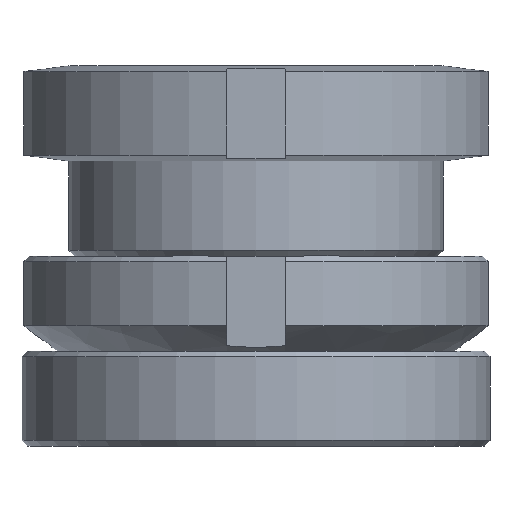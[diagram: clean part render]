
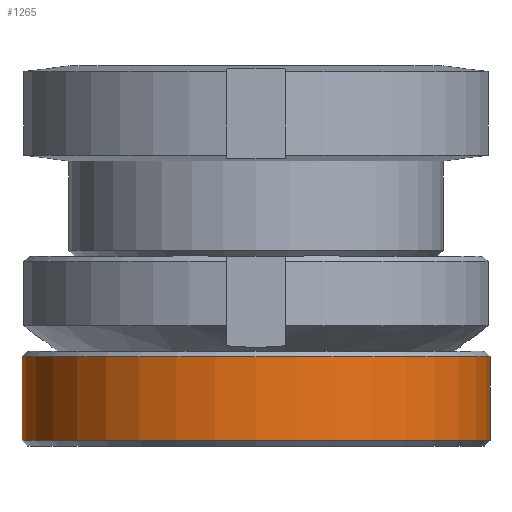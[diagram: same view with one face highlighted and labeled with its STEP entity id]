
A CAD part, front view. The second image highlights one B-rep face of the part: STEP entity #1265.
In plain terms, the highlighted cylindrical face has radius 16 mm (diameter 32 mm), a partial arc.
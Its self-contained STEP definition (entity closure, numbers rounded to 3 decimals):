
#649=EDGE_CURVE('',#719,#693,#1605,.T.);
#677=EDGE_CURVE('',#719,#1131,#1636,.T.);
#693=VERTEX_POINT('',#1653);
#697=EDGE_CURVE('',#717,#693,#1657,.T.);
#717=VERTEX_POINT('',#1679);
#719=VERTEX_POINT('',#1681);
#1131=VERTEX_POINT('',#2148);
#1265=ADVANCED_FACE('',(#2291),#2292,.T.);
#1287=EDGE_CURVE('',#1131,#717,#2315,.T.);
#1605=CIRCLE('',#2740,16.0);
#1636=LINE('',#2803,#2804);
#1653=CARTESIAN_POINT('',(-16.0,0.,6.11));
#1657=LINE('',#2841,#2842);
#1679=CARTESIAN_POINT('',(-16.0,0.,0.39));
#1681=CARTESIAN_POINT('',(16.0,0.,6.11));
#2148=CARTESIAN_POINT('',(16.0,0.,0.39));
#2291=FACE_OUTER_BOUND('',#3855,.T.);
#2292=CYLINDRICAL_SURFACE('',#3856,16.0);
#2315=CIRCLE('',#3903,16.0);
#2740=AXIS2_PLACEMENT_3D('',#4341,#4342,#4343);
#2803=CARTESIAN_POINT('',(16.0,0.,3.25));
#2804=VECTOR('',#4376,1.0);
#2841=CARTESIAN_POINT('',(-16.0,0.,3.25));
#2842=VECTOR('',#4391,1.0);
#3855=EDGE_LOOP('',(#5153,#5154,#5155,#5156));
#3856=AXIS2_PLACEMENT_3D('',#5157,#5158,#5159);
#3903=AXIS2_PLACEMENT_3D('',#5172,#5173,#5174);
#4341=CARTESIAN_POINT('',(0.0,0.,6.11));
#4342=DIRECTION('',(0.0,0.,-1.0));
#4343=DIRECTION('',(1.0,0.0,0.0));
#4376=DIRECTION('',(0.0,0.,-1.0));
#4391=DIRECTION('',(-0.0,0.,1.0));
#5153=ORIENTED_EDGE('',*,*,#677,.F.);
#5154=ORIENTED_EDGE('',*,*,#649,.T.);
#5155=ORIENTED_EDGE('',*,*,#697,.F.);
#5156=ORIENTED_EDGE('',*,*,#1287,.F.);
#5157=CARTESIAN_POINT('',(0.0,0.,3.25));
#5158=DIRECTION('',(-0.0,0.,1.0));
#5159=DIRECTION('',(1.0,0.0,0.0));
#5172=CARTESIAN_POINT('',(0.0,0.,0.39));
#5173=DIRECTION('',(0.0,0.,-1.0));
#5174=DIRECTION('',(1.0,0.0,0.0));
